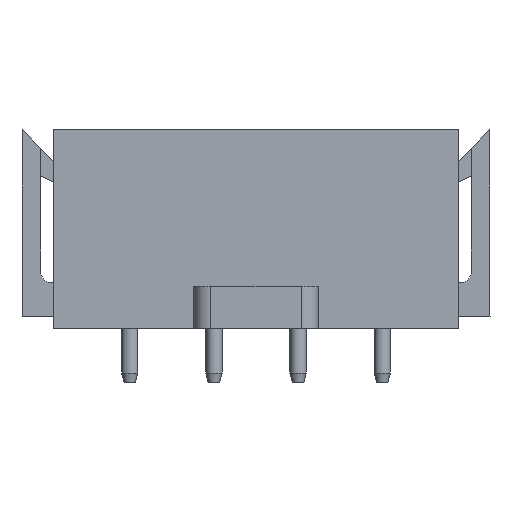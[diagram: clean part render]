
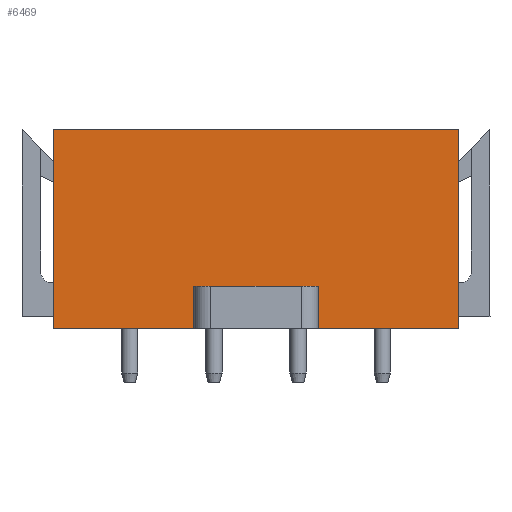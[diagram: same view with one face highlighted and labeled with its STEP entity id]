
A CAD part, left-side view. The second image highlights one B-rep face of the part: STEP entity #6469.
In plain terms, the highlighted planar face has unit normal (-1, 0, 0).
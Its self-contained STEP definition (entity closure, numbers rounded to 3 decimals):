
#6424=AXIS2_PLACEMENT_3D('Plane Axis2P3D',#6421,#6422,#6423) ;
#6137=CARTESIAN_POINT('Vertex',(7.,25.9,3.2)) ;
#6140=CARTESIAN_POINT('Line Origine',(7.,25.9,9.1)) ;
#6144=CARTESIAN_POINT('Vertex',(7.,25.9,15.)) ;
#6219=CARTESIAN_POINT('Line Origine',(7.,13.9,15.)) ;
#6223=CARTESIAN_POINT('Vertex',(7.,1.9,15.)) ;
#6336=CARTESIAN_POINT('Line Origine',(7.,1.9,9.1)) ;
#6340=CARTESIAN_POINT('Vertex',(7.,1.9,3.2)) ;
#6421=CARTESIAN_POINT('Axis2P3D Location',(7.,25.9,0.)) ;
#6426=CARTESIAN_POINT('Line Origine',(7.,6.05,3.2)) ;
#6430=CARTESIAN_POINT('Vertex',(7.,10.2,3.2)) ;
#6433=CARTESIAN_POINT('Line Origine',(7.,21.75,3.2)) ;
#6437=CARTESIAN_POINT('Vertex',(7.,17.6,3.2)) ;
#6440=CARTESIAN_POINT('Line Origine',(7.,17.6,4.45)) ;
#6444=CARTESIAN_POINT('Vertex',(7.,17.6,5.7)) ;
#6447=CARTESIAN_POINT('Line Origine',(7.,13.9,5.7)) ;
#6451=CARTESIAN_POINT('Vertex',(7.,10.2,5.7)) ;
#6454=CARTESIAN_POINT('Line Origine',(7.,10.2,4.45)) ;
#6141=DIRECTION('Vector Direction',(0.,0.,1.)) ;
#6220=DIRECTION('Vector Direction',(0.,-1.,0.)) ;
#6337=DIRECTION('Vector Direction',(0.,0.,1.)) ;
#6422=DIRECTION('Axis2P3D Direction',(-1.,0.,0.)) ;
#6423=DIRECTION('Axis2P3D XDirection',(0.,-1.,0.)) ;
#6427=DIRECTION('Vector Direction',(0.,-1.,0.)) ;
#6434=DIRECTION('Vector Direction',(0.,-1.,0.)) ;
#6441=DIRECTION('Vector Direction',(0.,0.,1.)) ;
#6448=DIRECTION('Vector Direction',(0.,-1.,0.)) ;
#6455=DIRECTION('Vector Direction',(0.,0.,1.)) ;
#6142=VECTOR('Line Direction',#6141,1.) ;
#6221=VECTOR('Line Direction',#6220,1.) ;
#6338=VECTOR('Line Direction',#6337,1.) ;
#6428=VECTOR('Line Direction',#6427,1.) ;
#6435=VECTOR('Line Direction',#6434,1.) ;
#6442=VECTOR('Line Direction',#6441,1.) ;
#6449=VECTOR('Line Direction',#6448,1.) ;
#6456=VECTOR('Line Direction',#6455,1.) ;
#6460=ORIENTED_EDGE('',*,*,#6432,.T.) ;
#6461=ORIENTED_EDGE('',*,*,#6342,.T.) ;
#6462=ORIENTED_EDGE('',*,*,#6225,.F.) ;
#6463=ORIENTED_EDGE('',*,*,#6146,.F.) ;
#6464=ORIENTED_EDGE('',*,*,#6439,.T.) ;
#6465=ORIENTED_EDGE('',*,*,#6446,.T.) ;
#6466=ORIENTED_EDGE('',*,*,#6453,.F.) ;
#6467=ORIENTED_EDGE('',*,*,#6458,.F.) ;
#6469=ADVANCED_FACE('Hauptkoerper',(#6468),#6425,.T.) ;
#6146=EDGE_CURVE('',#6138,#6145,#6143,.T.) ;
#6225=EDGE_CURVE('',#6145,#6224,#6222,.T.) ;
#6342=EDGE_CURVE('',#6341,#6224,#6339,.T.) ;
#6432=EDGE_CURVE('',#6431,#6341,#6429,.T.) ;
#6439=EDGE_CURVE('',#6138,#6438,#6436,.T.) ;
#6446=EDGE_CURVE('',#6438,#6445,#6443,.T.) ;
#6453=EDGE_CURVE('',#6452,#6445,#6450,.F.) ;
#6458=EDGE_CURVE('',#6431,#6452,#6457,.T.) ;
#6459=EDGE_LOOP('',(#6460,#6461,#6462,#6463,#6464,#6465,#6466,#6467)) ;
#6468=FACE_OUTER_BOUND('',#6459,.T.) ;
#6143=LINE('Line',#6140,#6142) ;
#6222=LINE('Line',#6219,#6221) ;
#6339=LINE('Line',#6336,#6338) ;
#6429=LINE('Line',#6426,#6428) ;
#6436=LINE('Line',#6433,#6435) ;
#6443=LINE('Line',#6440,#6442) ;
#6450=LINE('Line',#6447,#6449) ;
#6457=LINE('Line',#6454,#6456) ;
#6425=PLANE('',#6424) ;
#6138=VERTEX_POINT('',#6137) ;
#6145=VERTEX_POINT('',#6144) ;
#6224=VERTEX_POINT('',#6223) ;
#6341=VERTEX_POINT('',#6340) ;
#6431=VERTEX_POINT('',#6430) ;
#6438=VERTEX_POINT('',#6437) ;
#6445=VERTEX_POINT('',#6444) ;
#6452=VERTEX_POINT('',#6451) ;
